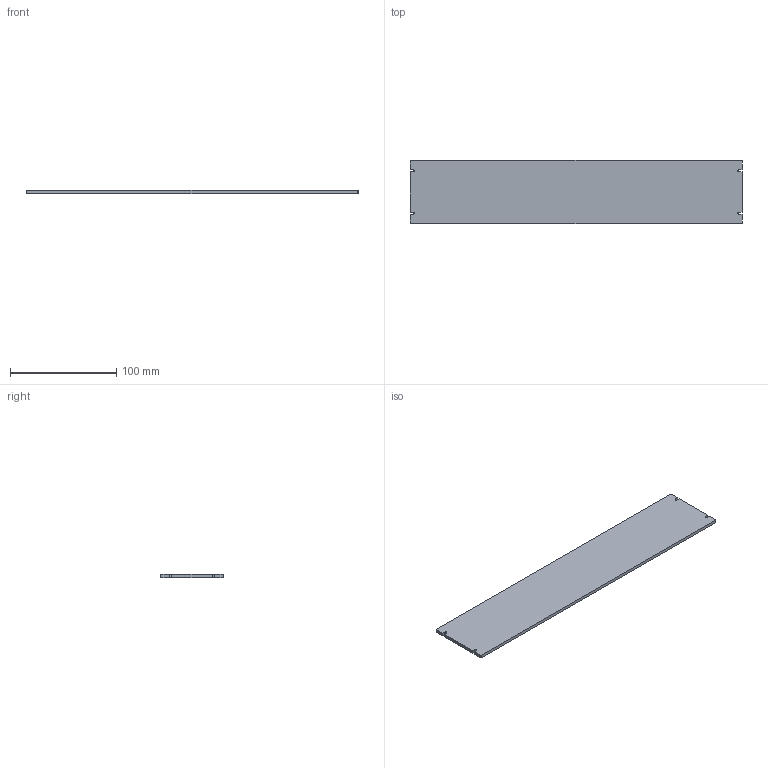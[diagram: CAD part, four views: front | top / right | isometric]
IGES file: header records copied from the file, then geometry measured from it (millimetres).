
Global section: file name: Zubehörscheibe 300,; native system: Autodesk Inventor 2018; preprocessor: unknown; author: lsa; date: 20180524.085449; units: millimetre
Bounding box: 313 x 60 x 3 mm (x, y, z)
Volume: 56247 mm3; surface area: 39812.6 mm2
Topology: 1 solids, 1 shells, 26 faces, 72 edges, 48 vertices
Faces by surface type: bspline 26
